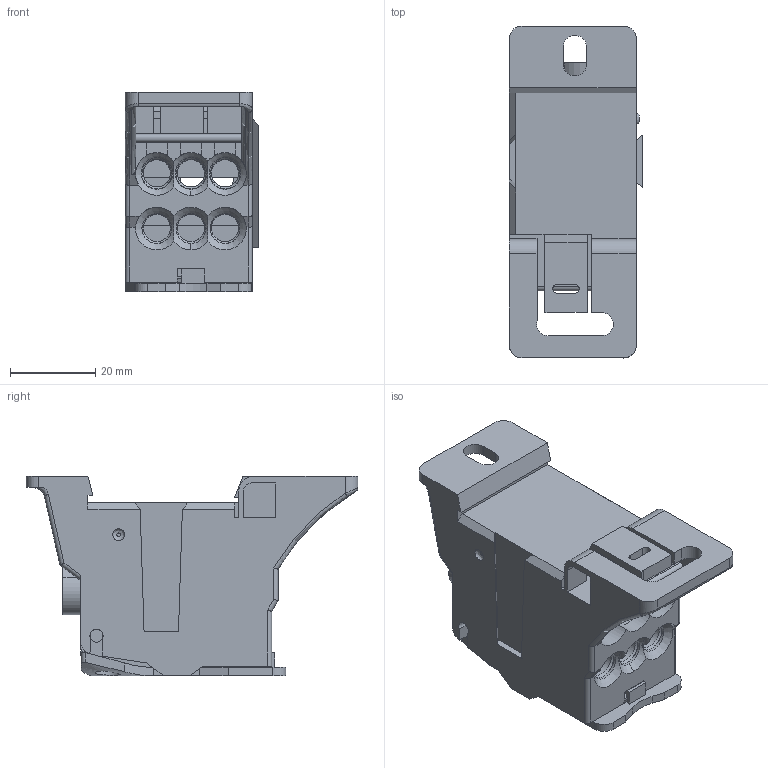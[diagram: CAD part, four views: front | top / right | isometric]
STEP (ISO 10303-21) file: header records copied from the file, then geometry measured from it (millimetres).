
FILE_DESCRIPTION(/* description */ (''),/* implementation_level */ '2;1');
FILE_NAME(/* name */ '3d_ACB1P200A08.stp',/* time_stamp */ '2023-10-31T17:33:58+01:00',/* author */ ('FUMAGALLI'),/* organization */ (''),/* preprocessor_version */ 'ST-DEVELOPER v16.1',/* originating_system */ 'Autodesk Inventor 2016',/* authorisation */ '');
FILE_SCHEMA (('AUTOMOTIVE_DESIGN { 1 0 10303 214 3 1 1 }'));
Length unit declared in the file: millimetre
Products named in the file (1): 3d_ACB1P200A08
Bounding box: 31.3 x 77.9 x 46.85 mm (x, y, z)
Volume: 33330.5 mm3; surface area: 30172.5 mm2
Topology: 3 solids, 3 shells, 364 faces, 1086 edges, 709 vertices
Faces by surface type: plane 211, cylinder 109, cone 23, bspline 12, torus 9
Full cylindrical faces by diameter (mm): 3 x2, 5.1 x7, 6 x7, 6.4 x6, 7 x6, 7.5 x1, 7.6 x1, 8.3 x1, 9 x1, 12.5 x1, 13.3 x1, 16 x1
Entity records: 13251 total; most frequent: CARTESIAN_POINT 3414, ORIENTED_EDGE 2000, DIRECTION 1911, EDGE_CURVE 1000, VERTEX_POINT 677, LINE 641, VECTOR 641, AXIS2_PLACEMENT_3D 635
